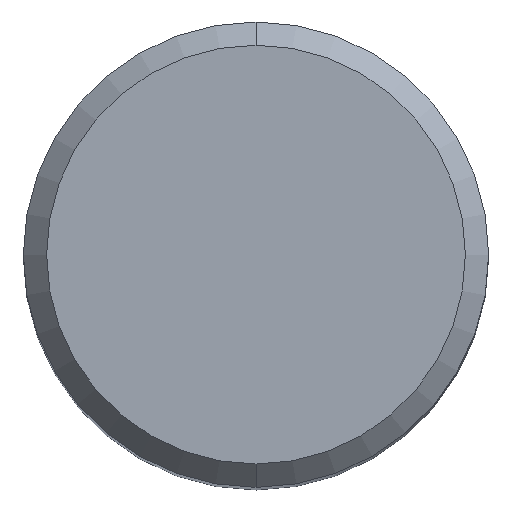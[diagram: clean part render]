
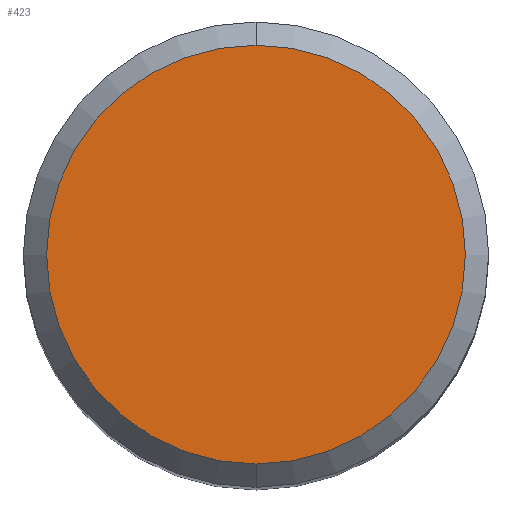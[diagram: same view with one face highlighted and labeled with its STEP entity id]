
A CAD part, top view. The second image highlights one B-rep face of the part: STEP entity #423.
In plain terms, the highlighted planar face has unit normal (0, 0, 1).
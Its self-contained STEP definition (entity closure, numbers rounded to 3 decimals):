
#253=EDGE_CURVE('',#435,#443,#562,.T.);
#323=EDGE_CURVE('',#443,#435,#637,.T.);
#423=ADVANCED_FACE('',(#746),#747,.T.);
#435=VERTEX_POINT('',#761);
#443=VERTEX_POINT('',#770);
#562=CIRCLE('',#1000,5.4);
#637=CIRCLE('',#1156,5.4);
#746=FACE_OUTER_BOUND('',#1428,.T.);
#747=PLANE('',#1429);
#761=CARTESIAN_POINT('',(0.0,5.4,0.0));
#770=CARTESIAN_POINT('',(0.,-5.4,0.0));
#1000=AXIS2_PLACEMENT_3D('',#1583,#1584,#1585);
#1156=AXIS2_PLACEMENT_3D('',#1661,#1662,#1663);
#1428=EDGE_LOOP('',(#1780,#1781));
#1429=AXIS2_PLACEMENT_3D('',#1782,#1783,#1784);
#1583=CARTESIAN_POINT('',(0.0,0.0,0.0));
#1584=DIRECTION('',(0.0,0.0,-1.0));
#1585=DIRECTION('',(0.0,1.0,0.0));
#1661=CARTESIAN_POINT('',(0.0,0.0,0.0));
#1662=DIRECTION('',(0.0,0.0,-1.0));
#1663=DIRECTION('',(0.0,1.0,0.0));
#1780=ORIENTED_EDGE('',*,*,#253,.F.);
#1781=ORIENTED_EDGE('',*,*,#323,.F.);
#1782=CARTESIAN_POINT('',(0.0,2.7,0.0));
#1783=DIRECTION('',(-0.0,0.0,1.0));
#1784=DIRECTION('',(0.0,-1.0,0.0));
